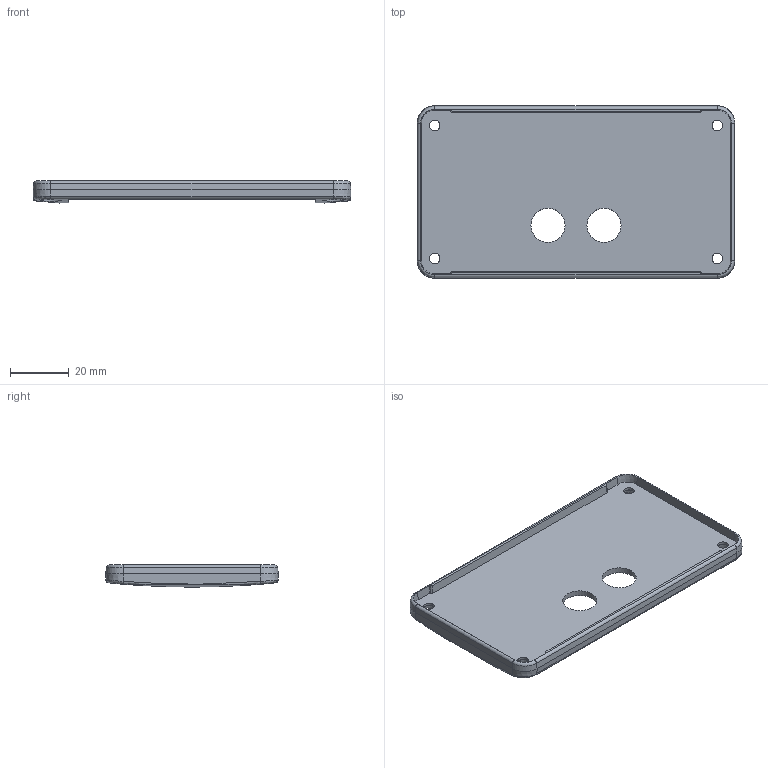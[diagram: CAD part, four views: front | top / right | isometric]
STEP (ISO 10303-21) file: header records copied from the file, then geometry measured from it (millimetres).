
FILE_DESCRIPTION(/* description */ (''),/* implementation_level */ '2;1');
FILE_NAME(/* name */ 'N End PNL.step',/* time_stamp */ '2022-03-07T17:00:44+01:00',/* author */ ('test'),/* organization */ (''),/* preprocessor_version */ 'ST-DEVELOPER v18.1',/* originating_system */ 'Autodesk Inventor 2021',/* authorisation */ '');
FILE_SCHEMA (('AUTOMOTIVE_DESIGN { 1 0 10303 214 3 1 1 }'));
Length unit declared in the file: millimetre
Products named in the file (1): N End PNL
Bounding box: 108 x 58.61 x 7.5 mm (x, y, z)
Volume: 16187.7 mm3; surface area: 15476.6 mm2
Topology: 1 solids, 1 shells, 84 faces, 204 edges, 132 vertices
Faces by surface type: plane 37, cylinder 21, cone 16, bspline 6, torus 4
Full cylindrical faces by diameter (mm): 3.6 x4, 5 x4, 11.6 x2
Entity records: 2972 total; most frequent: CARTESIAN_POINT 919, DIRECTION 414, ORIENTED_EDGE 408, EDGE_CURVE 204, AXIS2_PLACEMENT_3D 157, VERTEX_POINT 132, EDGE_LOOP 106, LINE 100
